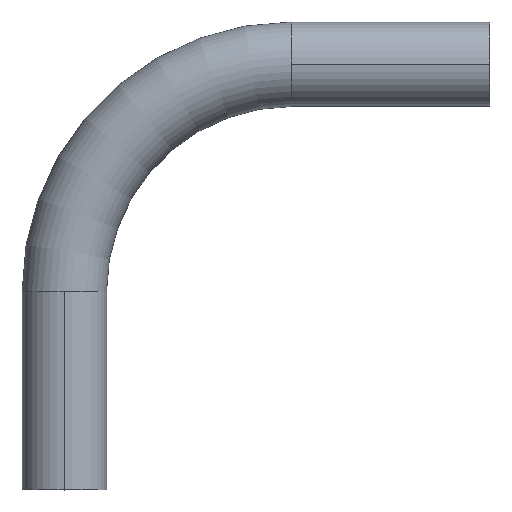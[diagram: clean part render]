
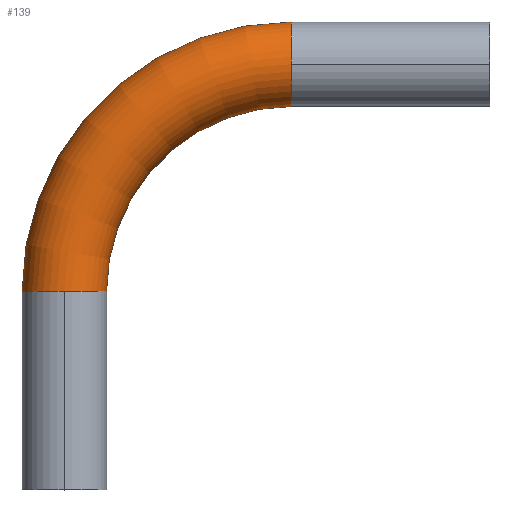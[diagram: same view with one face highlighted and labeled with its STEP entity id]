
A CAD part, top view. The second image highlights one B-rep face of the part: STEP entity #139.
In plain terms, the highlighted toroidal (fillet/blend) face has major radius 50 mm and minor radius 9.3 mm.
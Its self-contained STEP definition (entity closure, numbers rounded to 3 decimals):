
#8 = CARTESIAN_POINT ( 'NONE',  ( -50., 0., 0. ) ) ;
#12 = DIRECTION ( 'NONE',  ( 0., 0., 1. ) ) ;
#27 = CIRCLE ( 'NONE', #612, 9.3 ) ;
#40 = DIRECTION ( 'NONE',  ( 0., 0., 1. ) ) ;
#56 = CARTESIAN_POINT ( 'NONE',  ( -50., 0., 0. ) ) ;
#78 = ORIENTED_EDGE ( 'NONE', *, *, #398, .F. ) ;
#106 = CARTESIAN_POINT ( 'NONE',  ( -40.7, 0., 0. ) ) ;
#125 = EDGE_CURVE ( 'NONE', #648, #334, #27, .T. ) ;
#131 = ORIENTED_EDGE ( 'NONE', *, *, #689, .T. ) ;
#132 = VERTEX_POINT ( 'NONE', #742 ) ;
#139 = ADVANCED_FACE ( 'NONE', ( #395 ), #336, .T. ) ;
#151 = ORIENTED_EDGE ( 'NONE', *, *, #125, .F. ) ;
#160 = CARTESIAN_POINT ( 'NONE',  ( 0., 0., 0. ) ) ;
#165 = VERTEX_POINT ( 'NONE', #456 ) ;
#178 = DIRECTION ( 'NONE',  ( -1., 0., 0. ) ) ;
#182 = CIRCLE ( 'NONE', #224, 59.3 ) ;
#199 = EDGE_CURVE ( 'NONE', #648, #165, #215, .T. ) ;
#214 = ORIENTED_EDGE ( 'NONE', *, *, #317, .F. ) ;
#215 = CIRCLE ( 'NONE', #655, 40.7 ) ;
#224 = AXIS2_PLACEMENT_3D ( 'NONE', #160, #405, #647 ) ;
#237 = ORIENTED_EDGE ( 'NONE', *, *, #513, .T. ) ;
#257 = DIRECTION ( 'NONE',  ( 0., -1., 0. ) ) ;
#274 = AXIS2_PLACEMENT_3D ( 'NONE', #463, #691, #699 ) ;
#317 = EDGE_CURVE ( 'NONE', #334, #132, #636, .T. ) ;
#331 = VERTEX_POINT ( 'NONE', #473 ) ;
#334 = VERTEX_POINT ( 'NONE', #525 ) ;
#336 = TOROIDAL_SURFACE ( 'NONE', #274, 50., 9.3 ) ;
#342 = CIRCLE ( 'NONE', #783, 9.3 ) ;
#350 = DIRECTION ( 'NONE',  ( 0., -1., 0. ) ) ;
#353 = CARTESIAN_POINT ( 'NONE',  ( 0., 59.3, 0. ) ) ;
#395 = FACE_OUTER_BOUND ( 'NONE', #600, .T. ) ;
#398 = EDGE_CURVE ( 'NONE', #132, #586, #182, .T. ) ;
#405 = DIRECTION ( 'NONE',  ( 0., 0., -1. ) ) ;
#450 = DIRECTION ( 'NONE',  ( -1., 0., 0. ) ) ;
#453 = CARTESIAN_POINT ( 'NONE',  ( 0., 0., 0. ) ) ;
#456 = CARTESIAN_POINT ( 'NONE',  ( 0., 40.7, 0. ) ) ;
#463 = CARTESIAN_POINT ( 'NONE',  ( 0., 0., 0. ) ) ;
#473 = CARTESIAN_POINT ( 'NONE',  ( 0., 50., 9.3 ) ) ;
#499 = DIRECTION ( 'NONE',  ( 0., 0., 1. ) ) ;
#513 = EDGE_CURVE ( 'NONE', #165, #331, #342, .T. ) ;
#525 = CARTESIAN_POINT ( 'NONE',  ( -50., 0., 9.3 ) ) ;
#537 = ORIENTED_EDGE ( 'NONE', *, *, #199, .T. ) ;
#563 = AXIS2_PLACEMENT_3D ( 'NONE', #743, #675, #12 ) ;
#586 = VERTEX_POINT ( 'NONE', #353 ) ;
#600 = EDGE_LOOP ( 'NONE', ( #78, #214, #151, #537, #237, #131 ) ) ;
#612 = AXIS2_PLACEMENT_3D ( 'NONE', #8, #257, #499 ) ;
#636 = CIRCLE ( 'NONE', #741, 9.3 ) ;
#647 = DIRECTION ( 'NONE',  ( -1., 0., 0. ) ) ;
#648 = VERTEX_POINT ( 'NONE', #106 ) ;
#655 = AXIS2_PLACEMENT_3D ( 'NONE', #453, #703, #450 ) ;
#666 = DIRECTION ( 'NONE',  ( 0., 0., 1. ) ) ;
#675 = DIRECTION ( 'NONE',  ( -1., 0., 0. ) ) ;
#680 = CIRCLE ( 'NONE', #563, 9.3 ) ;
#689 = EDGE_CURVE ( 'NONE', #331, #586, #680, .T. ) ;
#691 = DIRECTION ( 'NONE',  ( 0., 0., -1. ) ) ;
#699 = DIRECTION ( 'NONE',  ( -1., 0., 0. ) ) ;
#703 = DIRECTION ( 'NONE',  ( 0., 0., -1. ) ) ;
#727 = CARTESIAN_POINT ( 'NONE',  ( 0., 50., 0. ) ) ;
#741 = AXIS2_PLACEMENT_3D ( 'NONE', #56, #350, #40 ) ;
#742 = CARTESIAN_POINT ( 'NONE',  ( -59.3, 0., 0. ) ) ;
#743 = CARTESIAN_POINT ( 'NONE',  ( 0., 50., 0. ) ) ;
#783 = AXIS2_PLACEMENT_3D ( 'NONE', #727, #178, #666 ) ;
